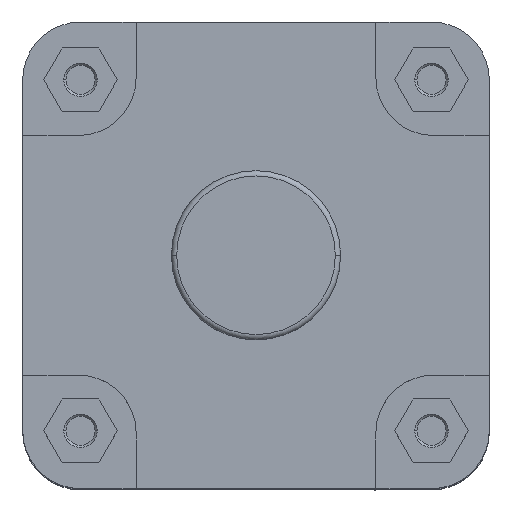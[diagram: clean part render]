
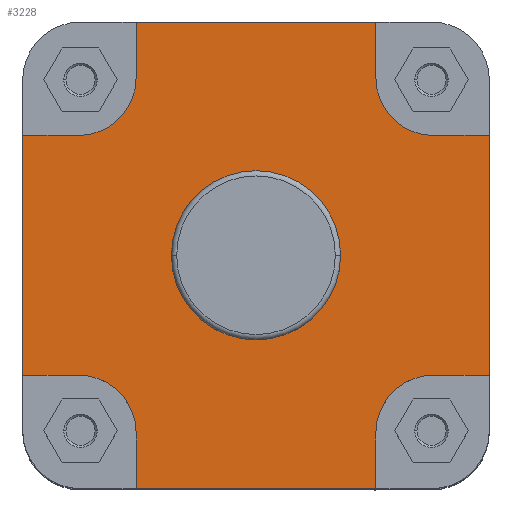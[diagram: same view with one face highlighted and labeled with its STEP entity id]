
A CAD part, top view. The second image highlights one B-rep face of the part: STEP entity #3228.
In plain terms, the highlighted planar face has unit normal (0, 0, 1).
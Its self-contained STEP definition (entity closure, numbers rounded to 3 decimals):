
#81 = EDGE_CURVE ( 'NONE', #502, #521, #1263, .T. ) ;
#119 = EDGE_CURVE ( 'NONE', #499, #498, #1318, .T. ) ;
#197 = AXIS2_PLACEMENT_3D ( 'NONE', #2317, #2568, #2499 ) ;
#245 = EDGE_CURVE ( 'NONE', #510, #470, #1491, .T. ) ;
#253 = AXIS2_PLACEMENT_3D ( 'NONE', #2512, #2683, #2365 ) ;
#307 = EDGE_CURVE ( 'NONE', #470, #573, #1597, .T. ) ;
#308 = EDGE_CURVE ( 'NONE', #573, #575, #1593, .T. ) ;
#320 = EDGE_CURVE ( 'NONE', #521, #503, #1610, .T. ) ;
#321 = EDGE_CURVE ( 'NONE', #503, #495, #1618, .T. ) ;
#322 = EDGE_CURVE ( 'NONE', #495, #499, #1620, .T. ) ;
#323 = EDGE_CURVE ( 'NONE', #501, #479, #1607, .T. ) ;
#324 = EDGE_CURVE ( 'NONE', #498, #496, #1624, .T. ) ;
#325 = EDGE_CURVE ( 'NONE', #588, #501, #1628, .T. ) ;
#326 = EDGE_CURVE ( 'NONE', #586, #588, #1627, .T. ) ;
#327 = EDGE_CURVE ( 'NONE', #496, #586, #1623, .T. ) ;
#328 = EDGE_CURVE ( 'NONE', #570, #575, #1626, .T. ) ;
#330 = EDGE_CURVE ( 'NONE', #570, #502, #1632, .T. ) ;
#374 = EDGE_CURVE ( 'NONE', #6232, #6235, #1705, .T. ) ;
#413 = EDGE_CURVE ( 'NONE', #6235, #6232, #1767, .T. ) ;
#414 = EDGE_CURVE ( 'NONE', #510, #479, #1754, .T. ) ;
#470 = VERTEX_POINT ( 'NONE', #3854 ) ;
#479 = VERTEX_POINT ( 'NONE', #3861 ) ;
#495 = VERTEX_POINT ( 'NONE', #3877 ) ;
#496 = VERTEX_POINT ( 'NONE', #3878 ) ;
#498 = VERTEX_POINT ( 'NONE', #3880 ) ;
#499 = VERTEX_POINT ( 'NONE', #3881 ) ;
#501 = VERTEX_POINT ( 'NONE', #3883 ) ;
#502 = VERTEX_POINT ( 'NONE', #3884 ) ;
#503 = VERTEX_POINT ( 'NONE', #3885 ) ;
#510 = VERTEX_POINT ( 'NONE', #3892 ) ;
#521 = VERTEX_POINT ( 'NONE', #3903 ) ;
#570 = VERTEX_POINT ( 'NONE', #3952 ) ;
#573 = VERTEX_POINT ( 'NONE', #3955 ) ;
#575 = VERTEX_POINT ( 'NONE', #3957 ) ;
#586 = VERTEX_POINT ( 'NONE', #3968 ) ;
#588 = VERTEX_POINT ( 'NONE', #3970 ) ;
#896 = EDGE_LOOP ( 'NONE', ( #6381, #6380, #6379, #6378, #6377, #6376, #6375, #6374, #6373, #6372, #6371, #6370, #6369, #6368, #6367, #6366 ) ) ;
#1087 = EDGE_LOOP ( 'NONE', ( #6383, #6382 ) ) ;
#1263 = CIRCLE ( 'NONE', #253, 27.25 ) ;
#1318 = CIRCLE ( 'NONE', #197, 27.25 ) ;
#1491 = LINE ( 'NONE', #2457, #1495 ) ;
#1495 = VECTOR ( 'NONE', #2494, 1000. ) ;
#1593 = LINE ( 'NONE', #3535, #1594 ) ;
#1594 = VECTOR ( 'NONE', #3536, 1000. ) ;
#1597 = CIRCLE ( 'NONE', #2793, 27.25 ) ;
#1607 = LINE ( 'NONE', #3559, #1622 ) ;
#1610 = LINE ( 'NONE', #3557, #1616 ) ;
#1616 = VECTOR ( 'NONE', #3560, 1000. ) ;
#1617 = VECTOR ( 'NONE', #3573, 1000. ) ;
#1618 = LINE ( 'NONE', #3561, #1619 ) ;
#1619 = VECTOR ( 'NONE', #3562, 1000. ) ;
#1620 = LINE ( 'NONE', #3564, #1621 ) ;
#1621 = VECTOR ( 'NONE', #3565, 1000. ) ;
#1622 = VECTOR ( 'NONE', #3567, 1000. ) ;
#1623 = LINE ( 'NONE', #3572, #1629 ) ;
#1624 = LINE ( 'NONE', #3568, #1625 ) ;
#1625 = VECTOR ( 'NONE', #3569, 1000. ) ;
#1626 = LINE ( 'NONE', #3574, #1631 ) ;
#1627 = LINE ( 'NONE', #3563, #1617 ) ;
#1628 = CIRCLE ( 'NONE', #2797, 27.25 ) ;
#1629 = VECTOR ( 'NONE', #3575, 1000. ) ;
#1630 = VECTOR ( 'NONE', #3582, 1000. ) ;
#1631 = VECTOR ( 'NONE', #3577, 1000. ) ;
#1632 = LINE ( 'NONE', #3581, #1630 ) ;
#1705 = CIRCLE ( 'NONE', #2814, 39.9 ) ;
#1754 = LINE ( 'NONE', #3783, #1762 ) ;
#1762 = VECTOR ( 'NONE', #3784, 1000. ) ;
#1767 = CIRCLE ( 'NONE', #2832, 39.9 ) ;
#1805 = FACE_OUTER_BOUND ( 'NONE', #896, .T. ) ;
#1810 = FACE_BOUND ( 'NONE', #1087, .T. ) ;
#2317 = CARTESIAN_POINT ( 'NONE',  ( 83.75, 83.75, -65.368 ) ) ;
#2365 = DIRECTION ( 'NONE',  ( -1., 0., 0. ) ) ;
#2457 = CARTESIAN_POINT ( 'NONE',  ( -56.5, -83.75, -65.368 ) ) ;
#2494 = DIRECTION ( 'NONE',  ( 0., 1., 0. ) ) ;
#2499 = DIRECTION ( 'NONE',  ( -1., 0., 0. ) ) ;
#2512 = CARTESIAN_POINT ( 'NONE',  ( -83.75, 83.75, -65.368 ) ) ;
#2568 = DIRECTION ( 'NONE',  ( 0., 0., 1. ) ) ;
#2683 = DIRECTION ( 'NONE',  ( 0., 0., 1. ) ) ;
#2793 = AXIS2_PLACEMENT_3D ( 'NONE', #3532, #3533, #3534 ) ;
#2797 = AXIS2_PLACEMENT_3D ( 'NONE', #3566, #3570, #3571 ) ;
#2814 = AXIS2_PLACEMENT_3D ( 'NONE', #3687, #3690, #3691 ) ;
#2832 = AXIS2_PLACEMENT_3D ( 'NONE', #3768, #3781, #3782 ) ;
#2850 = AXIS2_PLACEMENT_3D ( 'NONE', #4084, #4098, #4099 ) ;
#3228 = ADVANCED_FACE ( 'NONE', ( #1810, #1805 ), #4097, .F. ) ;
#3532 = CARTESIAN_POINT ( 'NONE',  ( -83.75, -83.75, -65.368 ) ) ;
#3533 = DIRECTION ( 'NONE',  ( 0., 0., 1. ) ) ;
#3534 = DIRECTION ( 'NONE',  ( -1., 0., 0. ) ) ;
#3535 = CARTESIAN_POINT ( 'NONE',  ( -110., -56.5, -65.368 ) ) ;
#3536 = DIRECTION ( 'NONE',  ( -1., 0., 0. ) ) ;
#3557 = CARTESIAN_POINT ( 'NONE',  ( -56.5, 110., -65.368 ) ) ;
#3559 = CARTESIAN_POINT ( 'NONE',  ( 56.5, -110., -65.368 ) ) ;
#3560 = DIRECTION ( 'NONE',  ( 0., 1., 0. ) ) ;
#3561 = CARTESIAN_POINT ( 'NONE',  ( 0., 110., -65.368 ) ) ;
#3562 = DIRECTION ( 'NONE',  ( 1., 0., 0. ) ) ;
#3563 = CARTESIAN_POINT ( 'NONE',  ( 83.75, -56.5, -65.368 ) ) ;
#3564 = CARTESIAN_POINT ( 'NONE',  ( 56.5, 83.75, -65.368 ) ) ;
#3565 = DIRECTION ( 'NONE',  ( 0., -1., 0. ) ) ;
#3566 = CARTESIAN_POINT ( 'NONE',  ( 83.75, -83.75, -65.368 ) ) ;
#3567 = DIRECTION ( 'NONE',  ( 0., -1., 0. ) ) ;
#3568 = CARTESIAN_POINT ( 'NONE',  ( 110., 56.5, -65.368 ) ) ;
#3569 = DIRECTION ( 'NONE',  ( 1., 0., 0. ) ) ;
#3570 = DIRECTION ( 'NONE',  ( 0., 0., 1. ) ) ;
#3571 = DIRECTION ( 'NONE',  ( -1., 0., 0. ) ) ;
#3572 = CARTESIAN_POINT ( 'NONE',  ( 110., -242.141, -65.368 ) ) ;
#3573 = DIRECTION ( 'NONE',  ( -1., 0., 0. ) ) ;
#3574 = CARTESIAN_POINT ( 'NONE',  ( -110., -242.141, -65.368 ) ) ;
#3575 = DIRECTION ( 'NONE',  ( 0., -1., 0. ) ) ;
#3577 = DIRECTION ( 'NONE',  ( 0., -1., 0. ) ) ;
#3581 = CARTESIAN_POINT ( 'NONE',  ( -83.75, 56.5, -65.368 ) ) ;
#3582 = DIRECTION ( 'NONE',  ( 1., 0., 0. ) ) ;
#3687 = CARTESIAN_POINT ( 'NONE',  ( 0., 0., -65.368 ) ) ;
#3690 = DIRECTION ( 'NONE',  ( 0., 0., 1. ) ) ;
#3691 = DIRECTION ( 'NONE',  ( 1., 0., 0. ) ) ;
#3768 = CARTESIAN_POINT ( 'NONE',  ( 0., 0., -65.368 ) ) ;
#3781 = DIRECTION ( 'NONE',  ( 0., 0., 1. ) ) ;
#3782 = DIRECTION ( 'NONE',  ( 1., 0., 0. ) ) ;
#3783 = CARTESIAN_POINT ( 'NONE',  ( 0., -110., -65.368 ) ) ;
#3784 = DIRECTION ( 'NONE',  ( 1., 0., 0. ) ) ;
#3854 = CARTESIAN_POINT ( 'NONE',  ( -56.5, -83.75, -65.368 ) ) ;
#3861 = CARTESIAN_POINT ( 'NONE',  ( 56.5, -110., -65.368 ) ) ;
#3877 = CARTESIAN_POINT ( 'NONE',  ( 56.5, 110., -65.368 ) ) ;
#3878 = CARTESIAN_POINT ( 'NONE',  ( 110., 56.5, -65.368 ) ) ;
#3880 = CARTESIAN_POINT ( 'NONE',  ( 83.75, 56.5, -65.368 ) ) ;
#3881 = CARTESIAN_POINT ( 'NONE',  ( 56.5, 83.75, -65.368 ) ) ;
#3883 = CARTESIAN_POINT ( 'NONE',  ( 56.5, -83.75, -65.368 ) ) ;
#3884 = CARTESIAN_POINT ( 'NONE',  ( -83.75, 56.5, -65.368 ) ) ;
#3885 = CARTESIAN_POINT ( 'NONE',  ( -56.5, 110., -65.368 ) ) ;
#3892 = CARTESIAN_POINT ( 'NONE',  ( -56.5, -110., -65.368 ) ) ;
#3903 = CARTESIAN_POINT ( 'NONE',  ( -56.5, 83.75, -65.368 ) ) ;
#3952 = CARTESIAN_POINT ( 'NONE',  ( -110., 56.5, -65.368 ) ) ;
#3955 = CARTESIAN_POINT ( 'NONE',  ( -83.75, -56.5, -65.368 ) ) ;
#3957 = CARTESIAN_POINT ( 'NONE',  ( -110., -56.5, -65.368 ) ) ;
#3968 = CARTESIAN_POINT ( 'NONE',  ( 110., -56.5, -65.368 ) ) ;
#3970 = CARTESIAN_POINT ( 'NONE',  ( 83.75, -56.5, -65.368 ) ) ;
#4084 = CARTESIAN_POINT ( 'NONE',  ( 0., 39.9, -65.368 ) ) ;
#4097 = PLANE ( 'NONE',  #2850 ) ;
#4098 = DIRECTION ( 'NONE',  ( 0., 0., -1. ) ) ;
#4099 = DIRECTION ( 'NONE',  ( -1., 0., 0. ) ) ;
#5084 = CARTESIAN_POINT ( 'NONE',  ( 39.9, 0., -65.368 ) ) ;
#5087 = CARTESIAN_POINT ( 'NONE',  ( -39.9, 0., -65.368 ) ) ;
#6232 = VERTEX_POINT ( 'NONE', #5084 ) ;
#6235 = VERTEX_POINT ( 'NONE', #5087 ) ;
#6366 = ORIENTED_EDGE ( 'NONE', *, *, #330, .F. ) ;
#6367 = ORIENTED_EDGE ( 'NONE', *, *, #81, .F. ) ;
#6368 = ORIENTED_EDGE ( 'NONE', *, *, #320, .F. ) ;
#6369 = ORIENTED_EDGE ( 'NONE', *, *, #321, .F. ) ;
#6370 = ORIENTED_EDGE ( 'NONE', *, *, #322, .F. ) ;
#6371 = ORIENTED_EDGE ( 'NONE', *, *, #119, .F. ) ;
#6372 = ORIENTED_EDGE ( 'NONE', *, *, #324, .F. ) ;
#6373 = ORIENTED_EDGE ( 'NONE', *, *, #327, .F. ) ;
#6374 = ORIENTED_EDGE ( 'NONE', *, *, #326, .F. ) ;
#6375 = ORIENTED_EDGE ( 'NONE', *, *, #325, .F. ) ;
#6376 = ORIENTED_EDGE ( 'NONE', *, *, #323, .F. ) ;
#6377 = ORIENTED_EDGE ( 'NONE', *, *, #414, .T. ) ;
#6378 = ORIENTED_EDGE ( 'NONE', *, *, #245, .F. ) ;
#6379 = ORIENTED_EDGE ( 'NONE', *, *, #307, .F. ) ;
#6380 = ORIENTED_EDGE ( 'NONE', *, *, #308, .F. ) ;
#6381 = ORIENTED_EDGE ( 'NONE', *, *, #328, .T. ) ;
#6382 = ORIENTED_EDGE ( 'NONE', *, *, #413, .F. ) ;
#6383 = ORIENTED_EDGE ( 'NONE', *, *, #374, .F. ) ;
